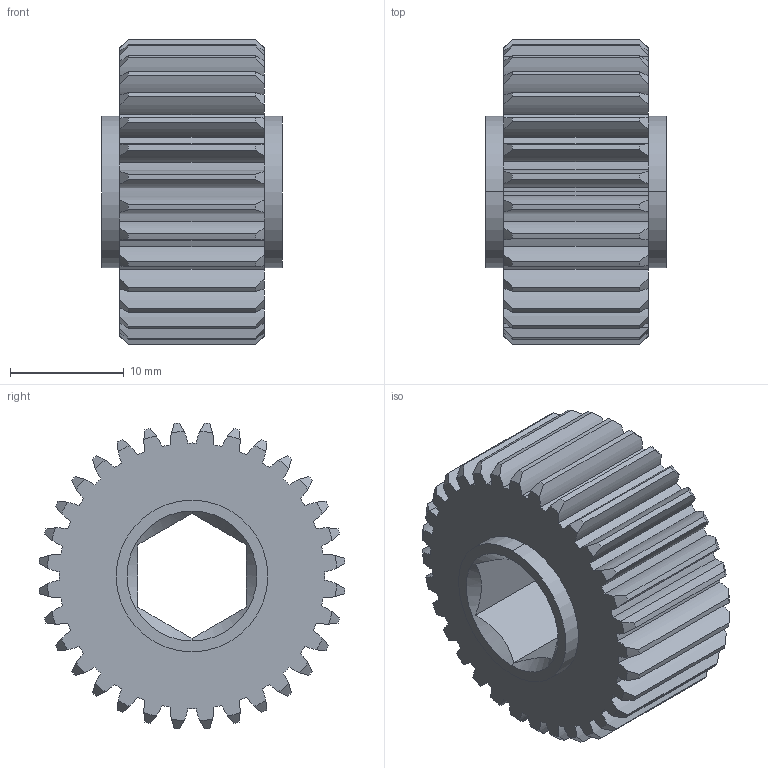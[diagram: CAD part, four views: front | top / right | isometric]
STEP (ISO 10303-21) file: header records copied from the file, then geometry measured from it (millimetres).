
FILE_DESCRIPTION (( 'STEP AP203' ), '1' );
FILE_NAME ('am-4326 32T 32DP 375hex 500FW.STEP', '2022-06-14T13:31:05', ( '' ), ( '' ), 'SwSTEP 2.0', 'SolidWorks 2021', '' );
FILE_SCHEMA (( 'CONFIG_CONTROL_DESIGN' ));
Length unit declared in the file: inch
Products named in the file (1): am-4326 32T 32DP 375hex 500FW
Bounding box: 15.88 x 26.9 x 26.9 mm (x, y, z)
Volume: 5463.1 mm3; surface area: 3460.5 mm2
Topology: 1 solids, 1 shells, 213 faces, 623 edges, 414 vertices
Faces by surface type: cylinder 135, cone 68, plane 10
Entity records: 7554 total; most frequent: CARTESIAN_POINT 1759, DIRECTION 1249, ORIENTED_EDGE 1246, EDGE_CURVE 623, AXIS2_PLACEMENT_3D 552, VERTEX_POINT 414, CIRCLE 338, EDGE_LOOP 217
